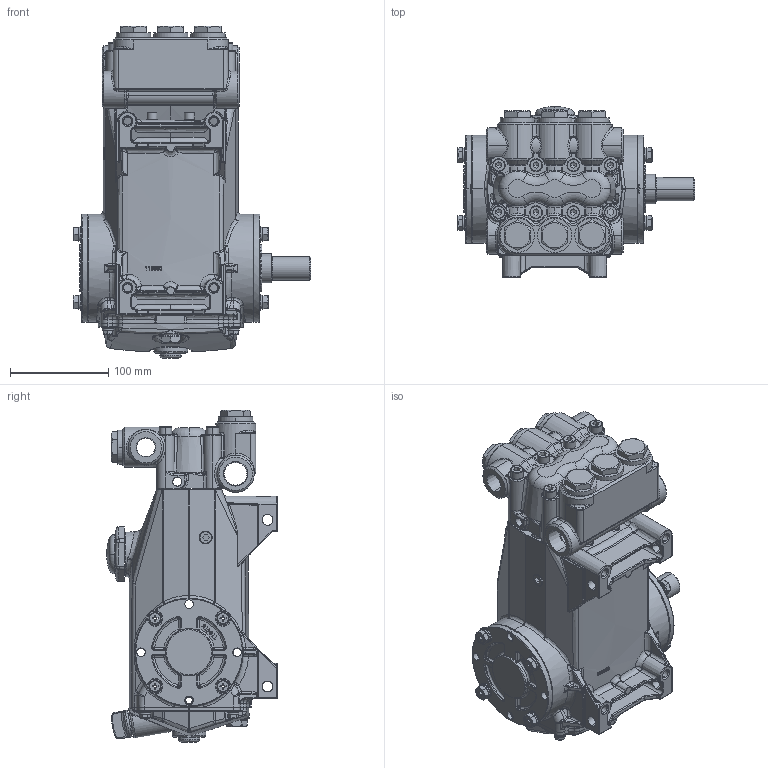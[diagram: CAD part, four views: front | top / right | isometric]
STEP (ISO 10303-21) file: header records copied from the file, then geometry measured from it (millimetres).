
FILE_DESCRIPTION (( 'STEP AP203' ), '1' );
FILE_NAME ('7CP6171CCS.STEP', '2023-08-24T12:20:39', ( '' ), ( '' ), 'SwSTEP 2.0', 'SolidWorks 2023', '' );
FILE_SCHEMA (( 'CONFIG_CONTROL_DESIGN' ));
Products named in the file (1): 7CP6171CCS
Bounding box: 242.55 x 173.98 x 338.5 mm (x, y, z)
Surface area: 327794.7 mm2 (no closed solid volume)
Topology: 0 solids, 74 shells, 2571 faces, 7911 edges, 5181 vertices
Faces by surface type: plane 738, bspline 709, cylinder 534, cone 286, torus 194, sphere 110
Entity records: 123352 total; most frequent: CARTESIAN_POINT 61200, ORIENTED_EDGE 13269, DIRECTION 11319, EDGE_CURVE 7825, VERTEX_POINT 5179, AXIS2_PLACEMENT_3D 4474, EDGE_LOOP 2828, CIRCLE 2611
